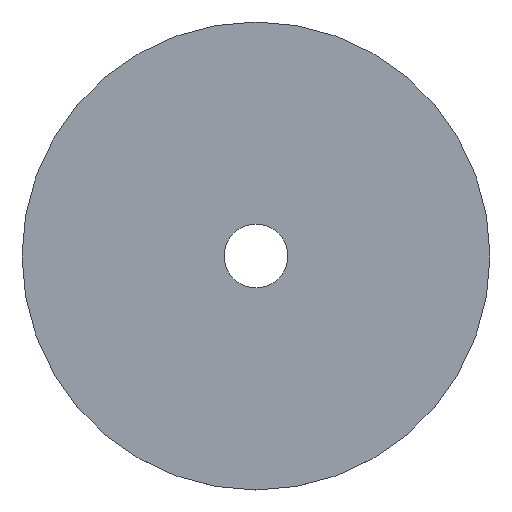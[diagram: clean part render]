
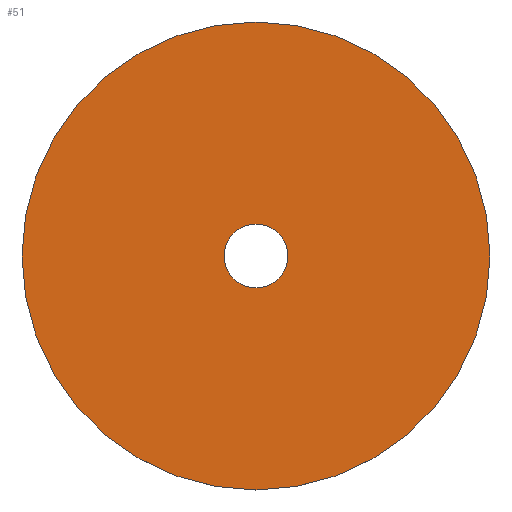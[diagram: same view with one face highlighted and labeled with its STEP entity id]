
A CAD part, top view. The second image highlights one B-rep face of the part: STEP entity #51.
In plain terms, the highlighted planar face has unit normal (0, 0, 1).
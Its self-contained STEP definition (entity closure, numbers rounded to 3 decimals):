
#8 = DIRECTION ( 'NONE',  ( 0., 0., 1. ) ) ;
#11 = VERTEX_POINT ( 'NONE', #164 ) ;
#15 = VERTEX_POINT ( 'NONE', #243 ) ;
#18 = ORIENTED_EDGE ( 'NONE', *, *, #179, .F. ) ;
#33 = AXIS2_PLACEMENT_3D ( 'NONE', #129, #8, #233 ) ;
#34 = EDGE_CURVE ( 'NONE', #11, #221, #205, .T. ) ;
#35 = EDGE_LOOP ( 'NONE', ( #147, #200 ) ) ;
#36 = VERTEX_POINT ( 'NONE', #213 ) ;
#39 = FACE_BOUND ( 'NONE', #49, .T. ) ;
#43 = DIRECTION ( 'NONE',  ( 1., 0., 0. ) ) ;
#45 = AXIS2_PLACEMENT_3D ( 'NONE', #63, #100, #236 ) ;
#49 = EDGE_LOOP ( 'NONE', ( #18, #122 ) ) ;
#50 = CARTESIAN_POINT ( 'NONE',  ( 0., 0., 1. ) ) ;
#51 = ADVANCED_FACE ( 'NONE', ( #115, #39 ), #154, .T. ) ;
#52 = CARTESIAN_POINT ( 'NONE',  ( 0., 0., 1. ) ) ;
#63 = CARTESIAN_POINT ( 'NONE',  ( 0., 0., 1. ) ) ;
#67 = AXIS2_PLACEMENT_3D ( 'NONE', #52, #111, #43 ) ;
#79 = CARTESIAN_POINT ( 'NONE',  ( -4.1, 0., 1. ) ) ;
#88 = CIRCLE ( 'NONE', #225, 30. ) ;
#92 = EDGE_CURVE ( 'NONE', #15, #36, #88, .T. ) ;
#98 = CARTESIAN_POINT ( 'NONE',  ( 0., 0., 1. ) ) ;
#100 = DIRECTION ( 'NONE',  ( 0., 0., 1. ) ) ;
#105 = DIRECTION ( 'NONE',  ( 1., 0., 0. ) ) ;
#107 = AXIS2_PLACEMENT_3D ( 'NONE', #50, #142, #188 ) ;
#111 = DIRECTION ( 'NONE',  ( 0., 0., 1. ) ) ;
#115 = FACE_OUTER_BOUND ( 'NONE', #35, .T. ) ;
#122 = ORIENTED_EDGE ( 'NONE', *, *, #34, .F. ) ;
#129 = CARTESIAN_POINT ( 'NONE',  ( 0., 0., 1. ) ) ;
#142 = DIRECTION ( 'NONE',  ( 0., 0., 1. ) ) ;
#147 = ORIENTED_EDGE ( 'NONE', *, *, #173, .T. ) ;
#154 = PLANE ( 'NONE',  #45 ) ;
#164 = CARTESIAN_POINT ( 'NONE',  ( 4.1, 0., 1. ) ) ;
#173 = EDGE_CURVE ( 'NONE', #36, #15, #240, .T. ) ;
#179 = EDGE_CURVE ( 'NONE', #221, #11, #217, .T. ) ;
#188 = DIRECTION ( 'NONE',  ( 1., 0., 0. ) ) ;
#200 = ORIENTED_EDGE ( 'NONE', *, *, #92, .T. ) ;
#205 = CIRCLE ( 'NONE', #107, 4.1 ) ;
#213 = CARTESIAN_POINT ( 'NONE',  ( -30., 0., 1. ) ) ;
#217 = CIRCLE ( 'NONE', #33, 4.1 ) ;
#221 = VERTEX_POINT ( 'NONE', #79 ) ;
#225 = AXIS2_PLACEMENT_3D ( 'NONE', #98, #247, #105 ) ;
#233 = DIRECTION ( 'NONE',  ( 1., 0., 0. ) ) ;
#236 = DIRECTION ( 'NONE',  ( 1., 0., 0. ) ) ;
#240 = CIRCLE ( 'NONE', #67, 30. ) ;
#243 = CARTESIAN_POINT ( 'NONE',  ( 30., 0., 1. ) ) ;
#247 = DIRECTION ( 'NONE',  ( 0., 0., 1. ) ) ;
